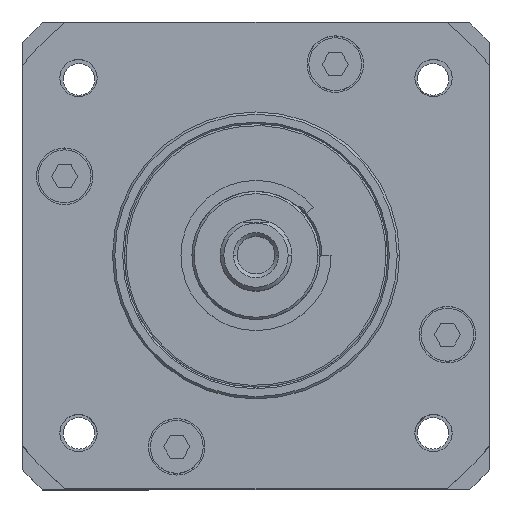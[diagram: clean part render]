
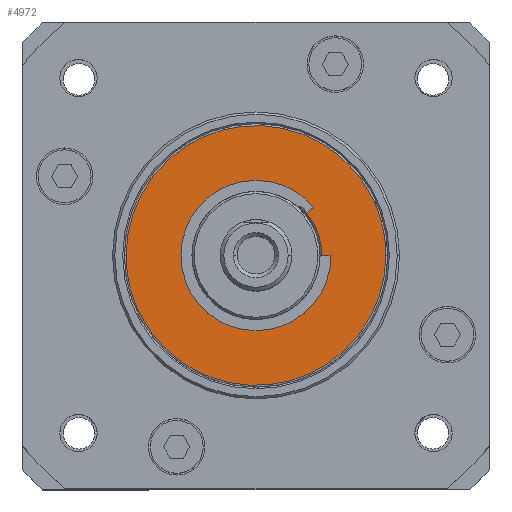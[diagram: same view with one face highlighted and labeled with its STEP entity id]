
A CAD part, top view. The second image highlights one B-rep face of the part: STEP entity #4972.
In plain terms, the highlighted planar face has unit normal (0, 0, 1).
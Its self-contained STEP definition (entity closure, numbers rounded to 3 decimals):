
#715 = EDGE_LOOP ( 'NONE', ( #9471, #4956 ) ) ;
#1136 = CARTESIAN_POINT ( 'NONE',  ( -17.247, 34.493, -0.3 ) ) ;
#1534 = AXIS2_PLACEMENT_3D ( 'NONE', #8678, #16762, #10579 ) ;
#2197 =( BOUNDED_CURVE ( )  B_SPLINE_CURVE ( 3, ( #5409, #8649, #16198, #8512 ),
 .UNSPECIFIED., .F., .F. ) 
 B_SPLINE_CURVE_WITH_KNOTS ( ( 4, 4 ),
 ( 0., 1. ),
 .UNSPECIFIED. ) 
 CURVE ( )  GEOMETRIC_REPRESENTATION_ITEM ( )  RATIONAL_B_SPLINE_CURVE ( ( 1., 0.333, 0.333, 1. ) ) 
 REPRESENTATION_ITEM ( '' )  );
#2690 = DIRECTION ( 'NONE',  ( 1., 0., 0. ) ) ;
#3242 = EDGE_CURVE ( 'NONE', #5040, #17693, #18616, .T. ) ;
#3839 = EDGE_LOOP ( 'NONE', ( #16180, #12020 ) ) ;
#4202 = AXIS2_PLACEMENT_3D ( 'NONE', #15970, #12915, #8284 ) ;
#4265 = PLANE ( 'NONE',  #1534 ) ;
#4799 =( BOUNDED_CURVE ( )  B_SPLINE_CURVE ( 3, ( #13624, #1136, #7357, #16529 ),
 .UNSPECIFIED., .F., .F. ) 
 B_SPLINE_CURVE_WITH_KNOTS ( ( 4, 4 ),
 ( 0., 1. ),
 .UNSPECIFIED. ) 
 CURVE ( )  GEOMETRIC_REPRESENTATION_ITEM ( )  RATIONAL_B_SPLINE_CURVE ( ( 1., 0.333, 0.333, 1. ) ) 
 REPRESENTATION_ITEM ( '' )  );
#4956 = ORIENTED_EDGE ( 'NONE', *, *, #6663, .F. ) ;
#4972 = ADVANCED_FACE ( 'NONE', ( #13215, #11309 ), #4265, .T. ) ;
#5040 = VERTEX_POINT ( 'NONE', #10721 ) ;
#5409 = CARTESIAN_POINT ( 'NONE',  ( 17.247, 0., -0.3 ) ) ;
#6663 = EDGE_CURVE ( 'NONE', #15163, #18576, #4799, .T. ) ;
#6963 = CIRCLE ( 'NONE', #10626, 8.754 ) ;
#7357 = CARTESIAN_POINT ( 'NONE',  ( 17.247, 34.493, -0.3 ) ) ;
#7788 = CARTESIAN_POINT ( 'NONE',  ( 17.247, 0., -0.3 ) ) ;
#8284 = DIRECTION ( 'NONE',  ( 1., 0., 0. ) ) ;
#8512 = CARTESIAN_POINT ( 'NONE',  ( -17.247, 0., -0.3 ) ) ;
#8649 = CARTESIAN_POINT ( 'NONE',  ( 17.247, -34.493, -0.3 ) ) ;
#8678 = CARTESIAN_POINT ( 'NONE',  ( 0., 0., -0.3 ) ) ;
#9471 = ORIENTED_EDGE ( 'NONE', *, *, #10261, .F. ) ;
#10261 = EDGE_CURVE ( 'NONE', #18576, #15163, #2197, .T. ) ;
#10398 = DIRECTION ( 'NONE',  ( 0., 0., -1. ) ) ;
#10579 = DIRECTION ( 'NONE',  ( 1., 0., 0. ) ) ;
#10626 = AXIS2_PLACEMENT_3D ( 'NONE', #13397, #10398, #2690 ) ;
#10721 = CARTESIAN_POINT ( 'NONE',  ( 8.754, 0., -0.3 ) ) ;
#11309 = FACE_OUTER_BOUND ( 'NONE', #715, .T. ) ;
#12020 = ORIENTED_EDGE ( 'NONE', *, *, #18997, .T. ) ;
#12915 = DIRECTION ( 'NONE',  ( 0., 0., -1. ) ) ;
#13215 = FACE_BOUND ( 'NONE', #3839, .T. ) ;
#13397 = CARTESIAN_POINT ( 'NONE',  ( 0., 0., -0.3 ) ) ;
#13624 = CARTESIAN_POINT ( 'NONE',  ( -17.247, 0., -0.3 ) ) ;
#15163 = VERTEX_POINT ( 'NONE', #17471 ) ;
#15970 = CARTESIAN_POINT ( 'NONE',  ( 0., 0., -0.3 ) ) ;
#16180 = ORIENTED_EDGE ( 'NONE', *, *, #3242, .T. ) ;
#16198 = CARTESIAN_POINT ( 'NONE',  ( -17.247, -34.493, -0.3 ) ) ;
#16529 = CARTESIAN_POINT ( 'NONE',  ( 17.247, 0., -0.3 ) ) ;
#16762 = DIRECTION ( 'NONE',  ( 0., 0., 1. ) ) ;
#17471 = CARTESIAN_POINT ( 'NONE',  ( -17.247, 0., -0.3 ) ) ;
#17693 = VERTEX_POINT ( 'NONE', #19270 ) ;
#18576 = VERTEX_POINT ( 'NONE', #7788 ) ;
#18616 = CIRCLE ( 'NONE', #4202, 8.754 ) ;
#18997 = EDGE_CURVE ( 'NONE', #17693, #5040, #6963, .T. ) ;
#19270 = CARTESIAN_POINT ( 'NONE',  ( -8.754, 0., -0.3 ) ) ;
